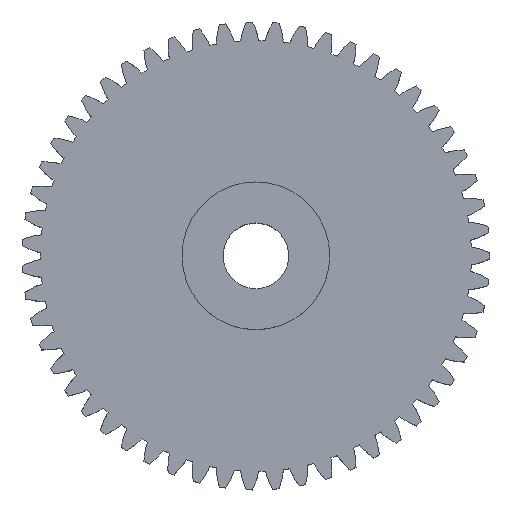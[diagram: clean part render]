
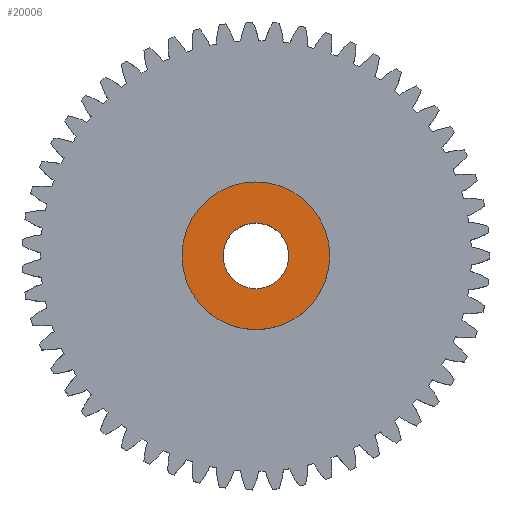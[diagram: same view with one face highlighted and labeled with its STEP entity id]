
A CAD part, top view. The second image highlights one B-rep face of the part: STEP entity #20006.
In plain terms, the highlighted planar face has unit normal (0, 0, 1).
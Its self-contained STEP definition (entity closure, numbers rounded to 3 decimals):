
#8161 = CYLINDRICAL_SURFACE('',#8162,2.);
#8162 = AXIS2_PLACEMENT_3D('',#8163,#8164,#8165);
#8163 = CARTESIAN_POINT('',(0.,0.,9.));
#8164 = DIRECTION('',(0.,0.,1.));
#8165 = DIRECTION('',(1.,0.,-0.));
#14051 = CYLINDRICAL_SURFACE('',#14052,4.5);
#14052 = AXIS2_PLACEMENT_3D('',#14053,#14054,#14055);
#14053 = CARTESIAN_POINT('',(0.,0.,4.));
#14054 = DIRECTION('',(-0.,-0.,-1.));
#14055 = DIRECTION('',(1.,0.,0.));
#19905 = EDGE_CURVE('',#19906,#19906,#19908,.T.);
#19906 = VERTEX_POINT('',#19907);
#19907 = CARTESIAN_POINT('',(2.,0.,9.));
#19908 = SURFACE_CURVE('',#19909,(#19914,#19921),.PCURVE_S1.);
#19909 = CIRCLE('',#19910,2.);
#19910 = AXIS2_PLACEMENT_3D('',#19911,#19912,#19913);
#19911 = CARTESIAN_POINT('',(0.,0.,9.));
#19912 = DIRECTION('',(0.,0.,1.));
#19913 = DIRECTION('',(1.,0.,0.));
#19914 = PCURVE('',#8161,#19915);
#19915 = DEFINITIONAL_REPRESENTATION('',(#19916),#19920);
#19916 = LINE('',#19917,#19918);
#19917 = CARTESIAN_POINT('',(0.,0.));
#19918 = VECTOR('',#19919,1.);
#19919 = DIRECTION('',(1.,0.));
#19920 = ( GEOMETRIC_REPRESENTATION_CONTEXT(2) 
PARAMETRIC_REPRESENTATION_CONTEXT() REPRESENTATION_CONTEXT('2D SPACE',''
  ) );
#19921 = PCURVE('',#19922,#19927);
#19922 = PLANE('',#19923);
#19923 = AXIS2_PLACEMENT_3D('',#19924,#19925,#19926);
#19924 = CARTESIAN_POINT('',(0.,0.,9.));
#19925 = DIRECTION('',(0.,0.,1.));
#19926 = DIRECTION('',(1.,0.,0.));
#19927 = DEFINITIONAL_REPRESENTATION('',(#19928),#19932);
#19928 = CIRCLE('',#19929,2.);
#19929 = AXIS2_PLACEMENT_2D('',#19930,#19931);
#19930 = CARTESIAN_POINT('',(0.,0.));
#19931 = DIRECTION('',(1.,0.));
#19932 = ( GEOMETRIC_REPRESENTATION_CONTEXT(2) 
PARAMETRIC_REPRESENTATION_CONTEXT() REPRESENTATION_CONTEXT('2D SPACE',''
  ) );
#19961 = VERTEX_POINT('',#19962);
#19962 = CARTESIAN_POINT('',(4.5,0.,9.));
#19983 = EDGE_CURVE('',#19961,#19961,#19984,.T.);
#19984 = SURFACE_CURVE('',#19985,(#19990,#19997),.PCURVE_S1.);
#19985 = CIRCLE('',#19986,4.5);
#19986 = AXIS2_PLACEMENT_3D('',#19987,#19988,#19989);
#19987 = CARTESIAN_POINT('',(0.,0.,9.));
#19988 = DIRECTION('',(0.,0.,1.));
#19989 = DIRECTION('',(1.,0.,0.));
#19990 = PCURVE('',#14051,#19991);
#19991 = DEFINITIONAL_REPRESENTATION('',(#19992),#19996);
#19992 = LINE('',#19993,#19994);
#19993 = CARTESIAN_POINT('',(-0.,-5.));
#19994 = VECTOR('',#19995,1.);
#19995 = DIRECTION('',(-1.,0.));
#19996 = ( GEOMETRIC_REPRESENTATION_CONTEXT(2) 
PARAMETRIC_REPRESENTATION_CONTEXT() REPRESENTATION_CONTEXT('2D SPACE',''
  ) );
#19997 = PCURVE('',#19922,#19998);
#19998 = DEFINITIONAL_REPRESENTATION('',(#19999),#20003);
#19999 = CIRCLE('',#20000,4.5);
#20000 = AXIS2_PLACEMENT_2D('',#20001,#20002);
#20001 = CARTESIAN_POINT('',(0.,0.));
#20002 = DIRECTION('',(1.,0.));
#20003 = ( GEOMETRIC_REPRESENTATION_CONTEXT(2) 
PARAMETRIC_REPRESENTATION_CONTEXT() REPRESENTATION_CONTEXT('2D SPACE',''
  ) );
#20006 = ADVANCED_FACE('',(#20007,#20010),#19922,.T.);
#20007 = FACE_BOUND('',#20008,.T.);
#20008 = EDGE_LOOP('',(#20009));
#20009 = ORIENTED_EDGE('',*,*,#19983,.T.);
#20010 = FACE_BOUND('',#20011,.T.);
#20011 = EDGE_LOOP('',(#20012));
#20012 = ORIENTED_EDGE('',*,*,#19905,.F.);
